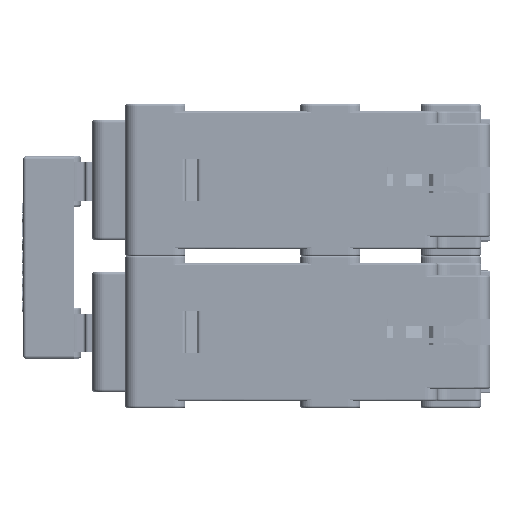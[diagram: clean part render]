
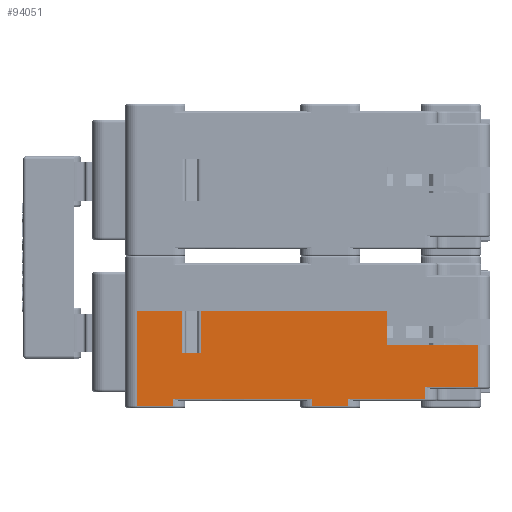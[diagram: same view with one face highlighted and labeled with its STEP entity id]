
A CAD part, left-side view. The second image highlights one B-rep face of the part: STEP entity #94051.
In plain terms, the highlighted planar face has unit normal (-1, 0, 0).
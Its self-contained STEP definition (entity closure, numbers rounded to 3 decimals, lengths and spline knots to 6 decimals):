
#68537=DIRECTION('',(0.,1.,0.));
#68538=VECTOR('',#68537,0.006);
#68539=CARTESIAN_POINT('',(-0.03555,-0.008,0.0002));
#68540=LINE('',#68539,#68538);
#68568=DIRECTION('',(0.,0.,1.));
#68569=VECTOR('',#68568,0.0158);
#68570=CARTESIAN_POINT('',(-0.03555,-0.002,0.0002));
#68571=LINE('',#68570,#68569);
#68906=DIRECTION('',(0.,-1.,0.));
#68907=VECTOR('',#68906,0.031);
#68908=CARTESIAN_POINT('',(-0.03555,-0.0125,0.016));
#68909=LINE('',#68908,#68907);
#69301=DIRECTION('',(0.,0.,-1.));
#69302=VECTOR('',#69301,0.0056);
#69303=CARTESIAN_POINT('',(-0.03555,-0.0435,0.016));
#69304=LINE('',#69303,#69302);
#69335=DIRECTION('',(0.,-1.,0.));
#69336=VECTOR('',#69335,0.015);
#69337=CARTESIAN_POINT('',(-0.03555,-0.0435,0.0104));
#69338=LINE('',#69337,#69336);
#69458=DIRECTION('',(0.,0.,-1.));
#69459=VECTOR('',#69458,0.007);
#69460=CARTESIAN_POINT('',(-0.03555,-0.0585,0.0104));
#69461=LINE('',#69460,#69459);
#69585=DIRECTION('',(0.,1.,0.));
#69586=VECTOR('',#69585,0.0128);
#69587=CARTESIAN_POINT('',(-0.03555,-0.0498,0.0014));
#69588=LINE('',#69587,#69586);
#69602=DIRECTION('',(0.,1.,0.));
#69603=VECTOR('',#69602,0.003);
#69604=CARTESIAN_POINT('',(-0.03555,-0.0125,0.009));
#69605=LINE('',#69604,#69603);
#69606=DIRECTION('',(0.,0.,1.));
#69607=VECTOR('',#69606,0.0012);
#69608=CARTESIAN_POINT('',(-0.03555,-0.008,0.0002));
#69609=LINE('',#69608,#69607);
#69610=DIRECTION('',(0.,1.,0.));
#69611=VECTOR('',#69610,0.0075);
#69612=CARTESIAN_POINT('',(-0.03555,-0.0095,0.016));
#69613=LINE('',#69612,#69611);
#69618=DIRECTION('',(0.,0.,-1.));
#69619=VECTOR('',#69618,0.007);
#69620=CARTESIAN_POINT('',(-0.03555,-0.0095,0.016));
#69621=LINE('',#69620,#69619);
#69649=DIRECTION('',(0.,0.,1.));
#69650=VECTOR('',#69649,0.007);
#69651=CARTESIAN_POINT('',(-0.03555,-0.0125,0.009));
#69652=LINE('',#69651,#69650);
#69657=DIRECTION('',(0.,1.,0.));
#69658=VECTOR('',#69657,0.0087);
#69659=CARTESIAN_POINT('',(-0.03555,-0.0585,0.0034));
#69660=LINE('',#69659,#69658);
#69718=DIRECTION('',(0.,0.,-1.));
#69719=VECTOR('',#69718,0.002);
#69720=CARTESIAN_POINT('',(-0.03555,-0.0498,
0.0034));
#69721=LINE('',#69720,#69719);
#69726=DIRECTION('',(0.,0.,-1.));
#69727=VECTOR('',#69726,0.0012);
#69728=CARTESIAN_POINT('',(-0.03555,-0.037,
0.0014));
#69729=LINE('',#69728,#69727);
#69755=DIRECTION('',(0.,0.,1.));
#69756=VECTOR('',#69755,0.0012);
#69757=CARTESIAN_POINT('',(-0.03555,-0.031,0.0002));
#69758=LINE('',#69757,#69756);
#69767=DIRECTION('',(0.,1.,0.));
#69768=VECTOR('',#69767,0.023);
#69769=CARTESIAN_POINT('',(-0.03555,-0.031,
0.0014));
#69770=LINE('',#69769,#69768);
#70003=DIRECTION('',(0.,1.,0.));
#70004=VECTOR('',#70003,0.006);
#70005=CARTESIAN_POINT('',(-0.03555,-0.037,0.0002));
#70006=LINE('',#70005,#70004);
#79634=CARTESIAN_POINT('',(-0.03555,-0.0585,0.0104));
#79635=CARTESIAN_POINT('',(-0.03555,-0.0585,0.0034));
#79636=VERTEX_POINT('',#79634);
#79637=VERTEX_POINT('',#79635);
#79658=CARTESIAN_POINT('',(-0.03555,-0.0498,
0.0034));
#79659=VERTEX_POINT('',#79658);
#79661=CARTESIAN_POINT('',(-0.03555,-0.0498,0.0014));
#79662=VERTEX_POINT('',#79661);
#79673=CARTESIAN_POINT('',(-0.03555,-0.037,
0.0014));
#79674=VERTEX_POINT('',#79673);
#79681=CARTESIAN_POINT('',(-0.03555,-0.037,0.0002));
#79682=VERTEX_POINT('',#79681);
#79685=CARTESIAN_POINT('',(-0.03555,-0.031,0.0002));
#79686=CARTESIAN_POINT('',(-0.03555,-0.031,
0.0014));
#79687=VERTEX_POINT('',#79685);
#79688=VERTEX_POINT('',#79686);
#79693=CARTESIAN_POINT('',(-0.03555,-0.0095,0.016));
#79694=CARTESIAN_POINT('',(-0.03555,-0.002,0.016));
#79695=VERTEX_POINT('',#79693);
#79696=VERTEX_POINT('',#79694);
#79697=CARTESIAN_POINT('',(-0.03555,-0.008,
0.0014));
#79698=VERTEX_POINT('',#79697);
#79699=CARTESIAN_POINT('',(-0.03555,-0.008,0.0002));
#79700=VERTEX_POINT('',#79699);
#80890=CARTESIAN_POINT('',(-0.03555,-0.002,0.0002));
#80891=VERTEX_POINT('',#80890);
#81043=CARTESIAN_POINT('',(-0.03555,-0.0125,0.009));
#81044=CARTESIAN_POINT('',(-0.03555,-0.0125,0.016));
#81045=VERTEX_POINT('',#81043);
#81046=VERTEX_POINT('',#81044);
#81605=CARTESIAN_POINT('',(-0.03555,-0.0435,0.016));
#81606=VERTEX_POINT('',#81605);
#81611=CARTESIAN_POINT('',(-0.03555,-0.0435,0.0104));
#81612=VERTEX_POINT('',#81611);
#81696=CARTESIAN_POINT('',(-0.03555,-0.0095,0.009));
#81697=VERTEX_POINT('',#81696);
#94016=CARTESIAN_POINT('',(-0.03555,0.,0.));
#94017=DIRECTION('',(-1.,0.,0.));
#94018=DIRECTION('',(0.,-1.,0.));
#94019=AXIS2_PLACEMENT_3D('',#94016,#94017,#94018);
#94020=PLANE('',#94019);
#94022=ORIENTED_EDGE('',*,*,#94021,.T.);
#94024=ORIENTED_EDGE('',*,*,#94023,.F.);
#94026=ORIENTED_EDGE('',*,*,#94025,.T.);
#94027=ORIENTED_EDGE('',*,*,#93017,.T.);
#94028=ORIENTED_EDGE('',*,*,#93399,.T.);
#94029=ORIENTED_EDGE('',*,*,#93430,.T.);
#94030=ORIENTED_EDGE('',*,*,#93768,.T.);
#94032=ORIENTED_EDGE('',*,*,#94031,.T.);
#94034=ORIENTED_EDGE('',*,*,#94033,.T.);
#94035=ORIENTED_EDGE('',*,*,#94000,.T.);
#94037=ORIENTED_EDGE('',*,*,#94036,.T.);
#94039=ORIENTED_EDGE('',*,*,#94038,.T.);
#94041=ORIENTED_EDGE('',*,*,#94040,.T.);
#94043=ORIENTED_EDGE('',*,*,#94042,.T.);
#94045=ORIENTED_EDGE('',*,*,#94044,.F.);
#94046=ORIENTED_EDGE('',*,*,#92534,.T.);
#94047=ORIENTED_EDGE('',*,*,#92596,.T.);
#94048=ORIENTED_EDGE('',*,*,#92637,.F.);
#94049=EDGE_LOOP('',(#94022,#94024,#94026,#94027,#94028,#94029,#94030,#94032,
#94034,#94035,#94037,#94039,#94041,#94043,#94045,#94046,#94047,#94048));
#94050=FACE_OUTER_BOUND('',#94049,.F.);
#94051=ADVANCED_FACE('',(#94050),#94020,.T.);
#92534=EDGE_CURVE('',#79700,#80891,#68540,.T.);
#92596=EDGE_CURVE('',#80891,#79696,#68571,.T.);
#92637=EDGE_CURVE('',#79695,#79696,#69613,.T.);
#93017=EDGE_CURVE('',#81046,#81606,#68909,.T.);
#93399=EDGE_CURVE('',#81606,#81612,#69304,.T.);
#93430=EDGE_CURVE('',#81612,#79636,#69338,.T.);
#93768=EDGE_CURVE('',#79636,#79637,#69461,.T.);
#94000=EDGE_CURVE('',#79662,#79674,#69588,.T.);
#94021=EDGE_CURVE('',#79695,#81697,#69621,.T.);
#94023=EDGE_CURVE('',#81045,#81697,#69605,.T.);
#94025=EDGE_CURVE('',#81045,#81046,#69652,.T.);
#94031=EDGE_CURVE('',#79637,#79659,#69660,.T.);
#94033=EDGE_CURVE('',#79659,#79662,#69721,.T.);
#94036=EDGE_CURVE('',#79674,#79682,#69729,.T.);
#94038=EDGE_CURVE('',#79682,#79687,#70006,.T.);
#94040=EDGE_CURVE('',#79687,#79688,#69758,.T.);
#94042=EDGE_CURVE('',#79688,#79698,#69770,.T.);
#94044=EDGE_CURVE('',#79700,#79698,#69609,.T.);
